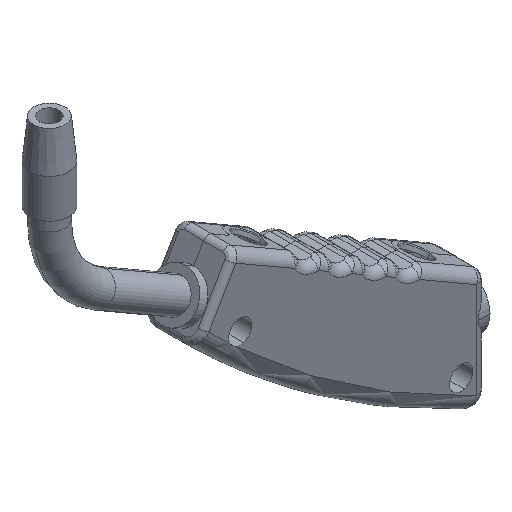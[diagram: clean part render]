
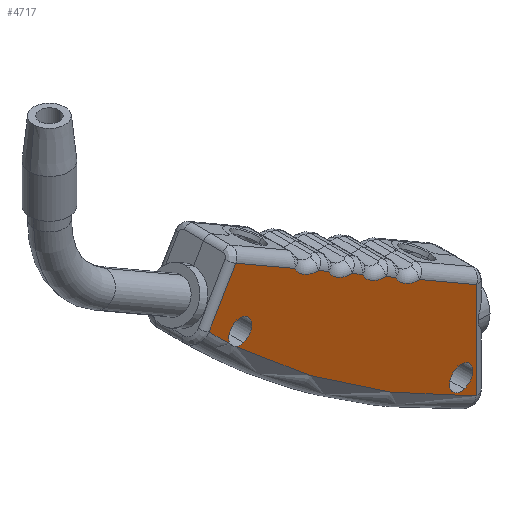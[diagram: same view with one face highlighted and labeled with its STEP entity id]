
A CAD part, isometric view. The second image highlights one B-rep face of the part: STEP entity #4717.
In plain terms, the highlighted planar face has unit normal (0, -1, 0).
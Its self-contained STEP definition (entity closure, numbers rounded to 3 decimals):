
#974=CARTESIAN_POINT('',(91.063,-15.,-137.779));
#1016=CARTESIAN_POINT('',(105.205,-15.,-151.921));
#1050=CARTESIAN_POINT('',(119.347,-15.,-166.063));
#1084=CARTESIAN_POINT('',(133.489,-15.,-180.205));
#1154=CARTESIAN_POINT('',(60.33,-15.,-144.06));
#1155=DIRECTION('',(0.,-1.,0.));
#1156=DIRECTION('',(0.,0.,-1.));
#1157=AXIS2_PLACEMENT_3D('',#1154,#1155,#1156);
#1162=CARTESIAN_POINT('',(60.33,-15.,-144.06));
#1163=DIRECTION('',(0.,-1.,0.));
#1164=DIRECTION('',(0.,0.,1.));
#1165=AXIS2_PLACEMENT_3D('',#1162,#1163,#1164);
#1170=CARTESIAN_POINT('',(473.388,-15.,112.685));
#1171=DIRECTION('',(0.,-1.,0.));
#1172=DIRECTION('',(-0.867,0.,-0.498));
#1173=AXIS2_PLACEMENT_3D('',#1170,#1171,#1172);
#1178=DIRECTION('',(-0.707,0.,-0.707));
#1179=VECTOR('',#1178,27.525);
#1180=CARTESIAN_POINT('',(66.263,-15.,-112.979));
#1181=LINE('',#1180,#1179);
#1185=DIRECTION('',(-0.707,0.,0.707));
#1186=VECTOR('',#1185,35.072);
#1187=CARTESIAN_POINT('',(91.063,-15.,-137.779));
#1188=LINE('',#1187,#1186);
#1192=CARTESIAN_POINT('',(103.74,-15.,-134.899));
#1193=DIRECTION('',(0.,-1.,0.));
#1194=DIRECTION('',(-0.975,0.,-0.221));
#1195=AXIS2_PLACEMENT_3D('',#1192,#1193,#1194);
#1200=DIRECTION('',(-0.707,0.,0.707));
#1201=VECTOR('',#1200,6.144);
#1202=CARTESIAN_POINT('',(105.205,-15.,-151.921));
#1203=LINE('',#1202,#1201);
#1207=CARTESIAN_POINT('',(117.882,-15.,-149.042));
#1208=DIRECTION('',(0.,-1.,0.));
#1209=DIRECTION('',(-0.975,0.,-0.221));
#1210=AXIS2_PLACEMENT_3D('',#1207,#1208,#1209);
#1215=DIRECTION('',(-0.707,0.,0.707));
#1216=VECTOR('',#1215,6.144);
#1217=CARTESIAN_POINT('',(119.347,-15.,-166.063));
#1218=LINE('',#1217,#1216);
#1222=CARTESIAN_POINT('',(132.024,-15.,-163.184));
#1223=DIRECTION('',(0.,-1.,0.));
#1224=DIRECTION('',(-0.975,0.,-0.221));
#1225=AXIS2_PLACEMENT_3D('',#1222,#1223,#1224);
#1230=DIRECTION('',(-0.707,0.,0.707));
#1231=VECTOR('',#1230,6.144);
#1232=CARTESIAN_POINT('',(133.489,-15.,-180.205));
#1233=LINE('',#1232,#1231);
#1237=CARTESIAN_POINT('',(146.167,-15.,-177.326));
#1238=DIRECTION('',(0.,-1.,0.));
#1239=DIRECTION('',(-0.975,0.,-0.221));
#1240=AXIS2_PLACEMENT_3D('',#1237,#1238,#1239);
#1245=DIRECTION('',(-0.707,0.,0.707));
#1246=VECTOR('',#1245,34.03);
#1247=CARTESIAN_POINT('',(167.35,-15.,
-214.066));
#1248=LINE('',#1247,#1246);
#1252=DIRECTION('',(0.259,0.,0.966));
#1253=VECTOR('',#1252,49.613);
#1254=CARTESIAN_POINT('',(154.51,-15.,-261.989));
#1255=LINE('',#1254,#1253);
#1259=CARTESIAN_POINT('',(473.388,-15.,112.685));
#1260=DIRECTION('',(0.,-1.,0.));
#1261=DIRECTION('',(-0.847,0.,-0.531));
#1262=AXIS2_PLACEMENT_3D('',#1259,#1260,#1261);
#1267=CARTESIAN_POINT('',(60.33,-15.,-144.06));
#1268=DIRECTION('',(0.,-1.,0.));
#1269=DIRECTION('',(-0.621,0.,-0.784));
#1270=AXIS2_PLACEMENT_3D('',#1267,#1268,#1269);
#1275=CARTESIAN_POINT('',(150.052,-15.,-248.285));
#1276=DIRECTION('',(0.,-1.,0.));
#1277=DIRECTION('',(0.,0.,-1.));
#1278=AXIS2_PLACEMENT_3D('',#1275,#1276,#1277);
#1283=CARTESIAN_POINT('',(150.052,-15.,-248.285));
#1284=DIRECTION('',(0.,-1.,0.));
#1285=DIRECTION('',(0.,0.,1.));
#1286=AXIS2_PLACEMENT_3D('',#1283,#1284,#1285);
#3243=CARTESIAN_POINT('',(66.263,-15.,-112.979));
#3245=VERTEX_POINT('',#3243);
#3250=CARTESIAN_POINT('',(46.801,-15.,-132.442));
#3251=VERTEX_POINT('',#3250);
#3257=VERTEX_POINT('',#974);
#3260=CARTESIAN_POINT('',(100.861,-15.,-147.577));
#3261=VERTEX_POINT('',#3260);
#3267=VERTEX_POINT('',#1016);
#3270=CARTESIAN_POINT('',(115.003,-15.,-161.719));
#3271=VERTEX_POINT('',#3270);
#3277=VERTEX_POINT('',#1050);
#3280=CARTESIAN_POINT('',(129.145,-15.,-175.861));
#3281=VERTEX_POINT('',#3280);
#3287=VERTEX_POINT('',#1084);
#3290=CARTESIAN_POINT('',(143.287,-15.,-190.003));
#3291=VERTEX_POINT('',#3290);
#3296=CARTESIAN_POINT('',(167.35,-15.,
-214.066));
#3297=VERTEX_POINT('',#3296);
#3300=CARTESIAN_POINT('',(154.51,-15.,-261.989));
#3301=VERTEX_POINT('',#3300);
#3504=CARTESIAN_POINT('',(60.33,-15.,-150.06));
#3505=CARTESIAN_POINT('',(60.33,-15.,-138.06));
#3506=VERTEX_POINT('',#3504);
#3507=VERTEX_POINT('',#3505);
#3508=CARTESIAN_POINT('',(54.464,-15.,-145.32));
#3509=VERTEX_POINT('',#3508);
#3510=CARTESIAN_POINT('',(56.604,-15.,-148.763));
#3511=VERTEX_POINT('',#3510);
#3512=CARTESIAN_POINT('',(150.052,-15.,-254.285));
#3513=CARTESIAN_POINT('',(150.052,-15.,-242.285));
#3514=VERTEX_POINT('',#3512);
#3515=VERTEX_POINT('',#3513);
#4678=CARTESIAN_POINT('',(0.,-15.,0.));
#4679=DIRECTION('',(0.,1.,0.));
#4680=DIRECTION('',(-1.,0.,0.));
#4681=AXIS2_PLACEMENT_3D('',#4678,#4679,#4680);
#4682=PLANE('',#4681);
#4684=ORIENTED_EDGE('',*,*,#4683,.T.);
#4686=ORIENTED_EDGE('',*,*,#4685,.T.);
#4688=ORIENTED_EDGE('',*,*,#4687,.F.);
#4690=ORIENTED_EDGE('',*,*,#4689,.F.);
#4691=ORIENTED_EDGE('',*,*,#4384,.F.);
#4692=ORIENTED_EDGE('',*,*,#4570,.T.);
#4693=ORIENTED_EDGE('',*,*,#4409,.F.);
#4695=ORIENTED_EDGE('',*,*,#4694,.T.);
#4696=ORIENTED_EDGE('',*,*,#4430,.F.);
#4698=ORIENTED_EDGE('',*,*,#4697,.T.);
#4699=ORIENTED_EDGE('',*,*,#4452,.F.);
#4701=ORIENTED_EDGE('',*,*,#4700,.T.);
#4702=ORIENTED_EDGE('',*,*,#4474,.F.);
#4704=ORIENTED_EDGE('',*,*,#4703,.F.);
#4706=ORIENTED_EDGE('',*,*,#4705,.F.);
#4708=ORIENTED_EDGE('',*,*,#4707,.T.);
#4709=EDGE_LOOP('',(#4684,#4686,#4688,#4690,#4691,#4692,#4693,#4695,#4696,#4698,
#4699,#4701,#4702,#4704,#4706,#4708));
#4710=FACE_OUTER_BOUND('',#4709,.F.);
#4712=ORIENTED_EDGE('',*,*,#4711,.T.);
#4714=ORIENTED_EDGE('',*,*,#4713,.T.);
#4715=EDGE_LOOP('',(#4712,#4714));
#4716=FACE_BOUND('',#4715,.F.);
#1158=CIRCLE('',#1157,6.);
#1166=CIRCLE('',#1165,6.);
#1174=CIRCLE('',#1173,492.);
#1196=CIRCLE('',#1195,13.);
#1211=CIRCLE('',#1210,13.);
#1226=CIRCLE('',#1225,13.);
#1241=CIRCLE('',#1240,13.);
#1263=CIRCLE('',#1262,492.);
#1271=CIRCLE('',#1270,6.);
#1279=CIRCLE('',#1278,6.);
#1287=CIRCLE('',#1286,6.);
#4384=EDGE_CURVE('',#3257,#3245,#1188,.T.);
#4409=EDGE_CURVE('',#3267,#3261,#1203,.T.);
#4430=EDGE_CURVE('',#3277,#3271,#1218,.T.);
#4452=EDGE_CURVE('',#3287,#3281,#1233,.T.);
#4474=EDGE_CURVE('',#3297,#3291,#1248,.T.);
#4570=EDGE_CURVE('',#3257,#3261,#1196,.T.);
#4683=EDGE_CURVE('',#3506,#3507,#1158,.T.);
#4685=EDGE_CURVE('',#3507,#3509,#1166,.T.);
#4687=EDGE_CURVE('',#3251,#3509,#1174,.T.);
#4689=EDGE_CURVE('',#3245,#3251,#1181,.T.);
#4694=EDGE_CURVE('',#3267,#3271,#1211,.T.);
#4697=EDGE_CURVE('',#3277,#3281,#1226,.T.);
#4700=EDGE_CURVE('',#3287,#3291,#1241,.T.);
#4703=EDGE_CURVE('',#3301,#3297,#1255,.T.);
#4705=EDGE_CURVE('',#3511,#3301,#1263,.T.);
#4707=EDGE_CURVE('',#3511,#3506,#1271,.T.);
#4711=EDGE_CURVE('',#3514,#3515,#1279,.T.);
#4713=EDGE_CURVE('',#3515,#3514,#1287,.T.);
#4717=ADVANCED_FACE('',(#4710,#4716),#4682,.F.);
